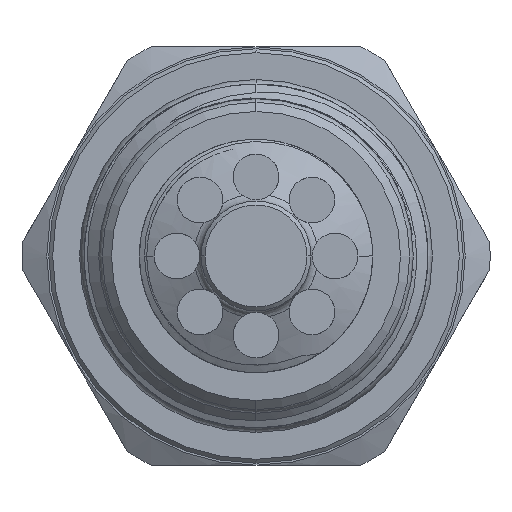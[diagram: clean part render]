
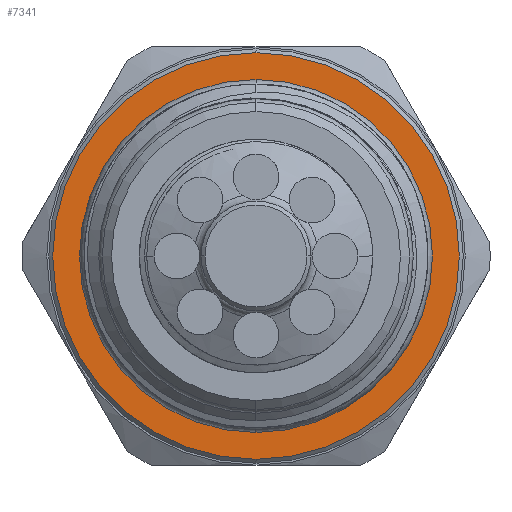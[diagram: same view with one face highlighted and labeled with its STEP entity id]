
A CAD part, left-side view. The second image highlights one B-rep face of the part: STEP entity #7341.
In plain terms, the highlighted planar face has unit normal (-1, 0, 0).
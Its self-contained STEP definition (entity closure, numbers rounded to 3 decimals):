
#949 = EDGE_CURVE ( 'NONE', #4149, #4018, #5606, .T. ) ;
#964 = EDGE_CURVE ( 'NONE', #3830, #3987, #5598, .T. ) ;
#996 = EDGE_CURVE ( 'NONE', #4018, #4149, #5765, .T. ) ;
#1072 = AXIS2_PLACEMENT_3D ( 'NONE', #12101, #12100, #12099 ) ;
#1420 = AXIS2_PLACEMENT_3D ( 'NONE', #11941, #11940, #11939 ) ;
#1510 = EDGE_CURVE ( 'NONE', #3987, #3830, #5377, .T. ) ;
#3830 = VERTEX_POINT ( 'NONE', #8607 ) ;
#3987 = VERTEX_POINT ( 'NONE', #10408 ) ;
#4018 = VERTEX_POINT ( 'NONE', #10400 ) ;
#4149 = VERTEX_POINT ( 'NONE', #10497 ) ;
#5377 = CIRCLE ( 'NONE', #9782, 15.55 ) ;
#5525 = FACE_OUTER_BOUND ( 'NONE', #7241, .T. ) ;
#5528 = FACE_BOUND ( 'NONE', #7301, .T. ) ;
#5598 = CIRCLE ( 'NONE', #1072, 15.55 ) ;
#5606 = CIRCLE ( 'NONE', #1420, 11.73 ) ;
#5765 = CIRCLE ( 'NONE', #9522, 11.73 ) ;
#6549 = CARTESIAN_POINT ( 'NONE',  ( 37.7, 0., 0. ) ) ;
#6611 = DIRECTION ( 'NONE',  ( 1., 0., 0. ) ) ;
#6645 = DIRECTION ( 'NONE',  ( 0., 0., -1. ) ) ;
#7241 = EDGE_LOOP ( 'NONE', ( #10031, #10111 ) ) ;
#7301 = EDGE_LOOP ( 'NONE', ( #10381, #10247 ) ) ;
#7341 = ADVANCED_FACE ( 'NONE', ( #5528, #5525 ), #10800, .F. ) ;
#8527 = DIRECTION ( 'NONE',  ( -1., 0., 0. ) ) ;
#8528 = CARTESIAN_POINT ( 'NONE',  ( 37.7, 0., 0. ) ) ;
#8536 = DIRECTION ( 'NONE',  ( 0., 0., -1. ) ) ;
#8607 = CARTESIAN_POINT ( 'NONE',  ( 37.7, 0., 15.55 ) ) ;
#9522 = AXIS2_PLACEMENT_3D ( 'NONE', #6549, #6611, #6645 ) ;
#9757 = AXIS2_PLACEMENT_3D ( 'NONE', #10796, #10798, #10797 ) ;
#9782 = AXIS2_PLACEMENT_3D ( 'NONE', #8528, #8527, #8536 ) ;
#10031 = ORIENTED_EDGE ( 'NONE', *, *, #1510, .T. ) ;
#10111 = ORIENTED_EDGE ( 'NONE', *, *, #964, .T. ) ;
#10247 = ORIENTED_EDGE ( 'NONE', *, *, #949, .T. ) ;
#10381 = ORIENTED_EDGE ( 'NONE', *, *, #996, .T. ) ;
#10400 = CARTESIAN_POINT ( 'NONE',  ( 37.7, 0., -11.73 ) ) ;
#10408 = CARTESIAN_POINT ( 'NONE',  ( 37.7, 0., -15.55 ) ) ;
#10497 = CARTESIAN_POINT ( 'NONE',  ( 37.7, 0., 11.73 ) ) ;
#10796 = CARTESIAN_POINT ( 'NONE',  ( 37.7, 11.23, 0. ) ) ;
#10797 = DIRECTION ( 'NONE',  ( 0., 0., -1. ) ) ;
#10798 = DIRECTION ( 'NONE',  ( 1., 0., 0. ) ) ;
#10800 = PLANE ( 'NONE',  #9757 ) ;
#11939 = DIRECTION ( 'NONE',  ( 0., 0., -1. ) ) ;
#11940 = DIRECTION ( 'NONE',  ( 1., 0., 0. ) ) ;
#11941 = CARTESIAN_POINT ( 'NONE',  ( 37.7, 0., 0. ) ) ;
#12099 = DIRECTION ( 'NONE',  ( 0., 0., -1. ) ) ;
#12100 = DIRECTION ( 'NONE',  ( -1., 0., 0. ) ) ;
#12101 = CARTESIAN_POINT ( 'NONE',  ( 37.7, 0., 0. ) ) ;
